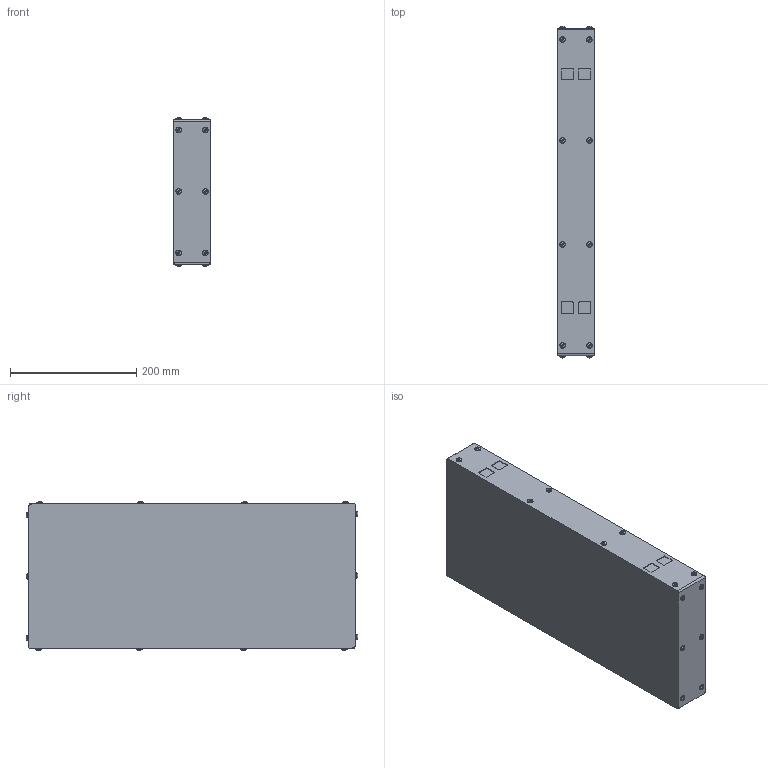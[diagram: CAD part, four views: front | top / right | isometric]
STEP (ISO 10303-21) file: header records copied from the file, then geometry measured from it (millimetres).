
FILE_DESCRIPTION(('CATIA V5 STEP Exchange','CAx-IF Rec.Pracs.--- Model Styling and Organization---1.4--- 2014-01-23','CAx-IF Rec.Pracs.---3D Tessellated Data Validation Properties---0.5---2014-09-14'),'2;1');
FILE_NAME('STEP_AIR490105_-_TST.stp','2021-03-30T09:53:00+00:00',('none'),('none'),'CATIA Version 5-6 Release 2019 SP3','CATIA V5 STEP AP242 v1','none');
FILE_SCHEMA(('AP242_MANAGED_MODEL_BASED_3D_ENGINEERING_MIM_LF {1 0 10303 442 1 1 4}'));
Length unit declared in the file: millimetre
Products named in the file (1): AIR490105 - TST
Bounding box: 60 x 526.1 x 236 mm (x, y, z)
Volume: 7154026.1 mm3; surface area: 331184.6 mm2
Topology: 1 solids, 1 shells, 604 faces, 1614 edges, 1076 vertices
Faces by surface type: plane 450, torus 56, sphere 56, cylinder 42
Entity records: 18635 total; most frequent: CARTESIAN_POINT 5059, ORIENTED_EDGE 3228, DIRECTION 2038, EDGE_CURVE 1614, VERTEX_POINT 1076, VECTOR 858, LINE 858, AXIS2_PLACEMENT_3D 773
